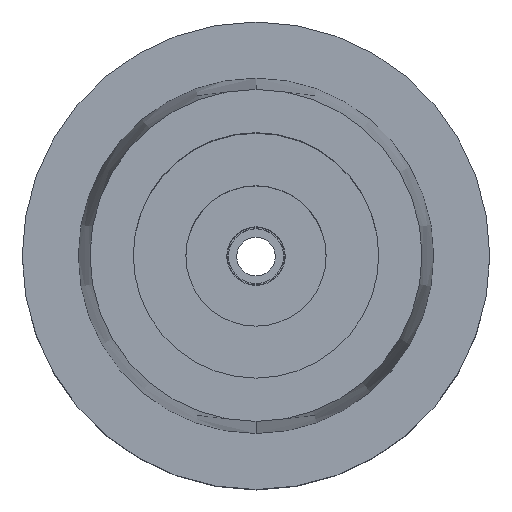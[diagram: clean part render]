
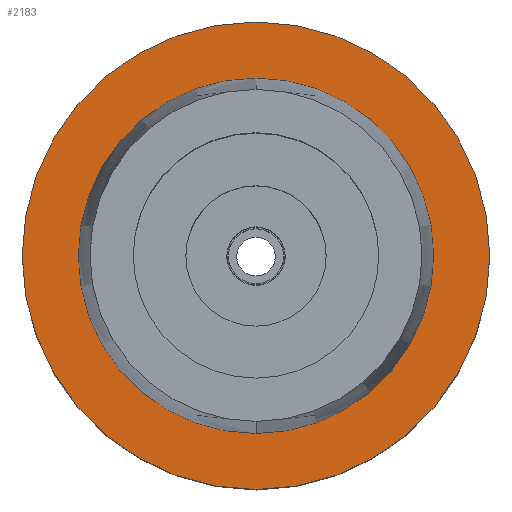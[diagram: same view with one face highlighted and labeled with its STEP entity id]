
A CAD part, top view. The second image highlights one B-rep face of the part: STEP entity #2183.
In plain terms, the highlighted planar face has unit normal (0, 0, 1).
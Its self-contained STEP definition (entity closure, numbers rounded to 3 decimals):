
#14 = AXIS2_PLACEMENT_3D ( 'NONE', #2136, #259, #765 ) ;
#43 = AXIS2_PLACEMENT_3D ( 'NONE', #2423, #1172, #1837 ) ;
#152 = EDGE_CURVE ( 'NONE', #1505, #2484, #526, .T. ) ;
#223 = DIRECTION ( 'NONE',  ( 0., 0., 1. ) ) ;
#250 = DIRECTION ( 'NONE',  ( 0., 1., 0. ) ) ;
#259 = DIRECTION ( 'NONE',  ( 0., 0., -1. ) ) ;
#288 = CARTESIAN_POINT ( 'NONE',  ( 0., -20., 0. ) ) ;
#327 = ORIENTED_EDGE ( 'NONE', *, *, #1817, .F. ) ;
#332 = VERTEX_POINT ( 'NONE', #288 ) ;
#431 = CARTESIAN_POINT ( 'NONE',  ( 0., 0., 0. ) ) ;
#475 = DIRECTION ( 'NONE',  ( 0., -1., 0. ) ) ;
#526 = CIRCLE ( 'NONE', #43, 15.2 ) ;
#590 = CIRCLE ( 'NONE', #2410, 20. ) ;
#695 = FACE_BOUND ( 'NONE', #2242, .T. ) ;
#765 = DIRECTION ( 'NONE',  ( 0., 1., 0. ) ) ;
#812 = ORIENTED_EDGE ( 'NONE', *, *, #1512, .F. ) ;
#887 = DIRECTION ( 'NONE',  ( 0., 0., 1. ) ) ;
#1068 = FACE_OUTER_BOUND ( 'NONE', #1377, .T. ) ;
#1080 = CARTESIAN_POINT ( 'NONE',  ( 0., 0., 0. ) ) ;
#1090 = CARTESIAN_POINT ( 'NONE',  ( 0., 0., 0. ) ) ;
#1113 = ORIENTED_EDGE ( 'NONE', *, *, #2080, .F. ) ;
#1172 = DIRECTION ( 'NONE',  ( 0., 0., 1. ) ) ;
#1201 = AXIS2_PLACEMENT_3D ( 'NONE', #1080, #887, #1308 ) ;
#1289 = DIRECTION ( 'NONE',  ( 0., 0., -1. ) ) ;
#1308 = DIRECTION ( 'NONE',  ( 1., 0., 0. ) ) ;
#1377 = EDGE_LOOP ( 'NONE', ( #327, #1113 ) ) ;
#1378 = CARTESIAN_POINT ( 'NONE',  ( 0., 20., 0. ) ) ;
#1505 = VERTEX_POINT ( 'NONE', #1907 ) ;
#1512 = EDGE_CURVE ( 'NONE', #2484, #1505, #2236, .T. ) ;
#1689 = VERTEX_POINT ( 'NONE', #1378 ) ;
#1691 = ORIENTED_EDGE ( 'NONE', *, *, #152, .F. ) ;
#1699 = PLANE ( 'NONE',  #1201 ) ;
#1767 = CIRCLE ( 'NONE', #14, 20. ) ;
#1817 = EDGE_CURVE ( 'NONE', #1689, #332, #1767, .T. ) ;
#1837 = DIRECTION ( 'NONE',  ( 0., -1., 0. ) ) ;
#1907 = CARTESIAN_POINT ( 'NONE',  ( 0., -15.2, 0. ) ) ;
#2080 = EDGE_CURVE ( 'NONE', #332, #1689, #590, .T. ) ;
#2136 = CARTESIAN_POINT ( 'NONE',  ( 0., 0., 0. ) ) ;
#2183 = ADVANCED_FACE ( 'NONE', ( #1068, #695 ), #1699, .T. ) ;
#2236 = CIRCLE ( 'NONE', #2669, 15.2 ) ;
#2242 = EDGE_LOOP ( 'NONE', ( #812, #1691 ) ) ;
#2410 = AXIS2_PLACEMENT_3D ( 'NONE', #1090, #1289, #475 ) ;
#2423 = CARTESIAN_POINT ( 'NONE',  ( 0., 0., 0. ) ) ;
#2470 = CARTESIAN_POINT ( 'NONE',  ( 0., 15.2, 0. ) ) ;
#2484 = VERTEX_POINT ( 'NONE', #2470 ) ;
#2669 = AXIS2_PLACEMENT_3D ( 'NONE', #431, #223, #250 ) ;
